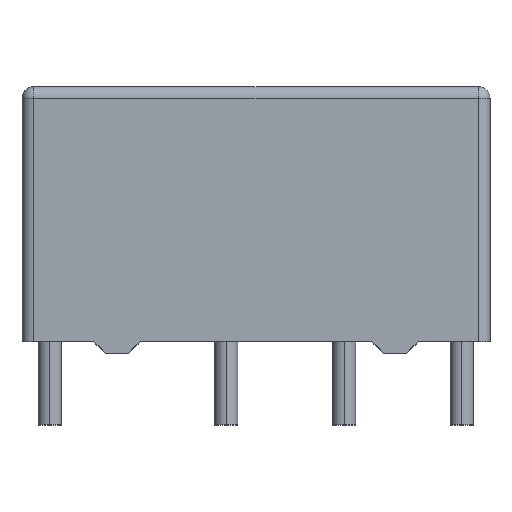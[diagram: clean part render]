
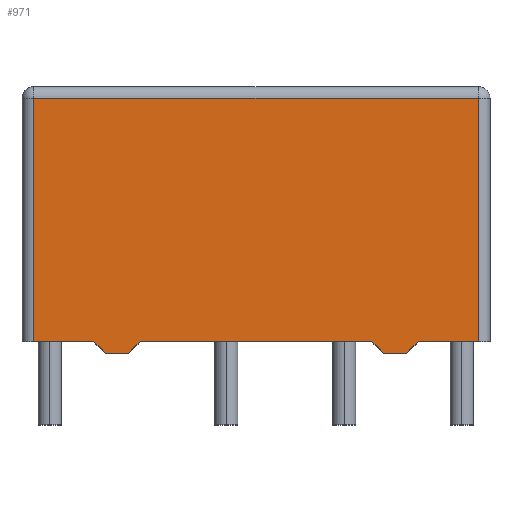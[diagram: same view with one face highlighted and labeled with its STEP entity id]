
A CAD part, top view. The second image highlights one B-rep face of the part: STEP entity #971.
In plain terms, the highlighted planar face has unit normal (0, 0, 1).
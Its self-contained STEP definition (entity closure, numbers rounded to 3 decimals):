
#9 = DIRECTION ( 'NONE',  ( 1., 0., 0. ) ) ;
#23 = CARTESIAN_POINT ( 'NONE',  ( 9.6, 10.5, 5. ) ) ;
#25 = VERTEX_POINT ( 'NONE', #1021 ) ;
#77 = LINE ( 'NONE', #1814, #339 ) ;
#91 = DIRECTION ( 'NONE',  ( 0., 1., 0. ) ) ;
#110 = EDGE_CURVE ( 'NONE', #504, #1661, #605, .T. ) ;
#124 = CARTESIAN_POINT ( 'NONE',  ( 6.5, -0.5, 5. ) ) ;
#140 = EDGE_CURVE ( 'NONE', #25, #1645, #330, .T. ) ;
#193 = VECTOR ( 'NONE', #1492, 1000. ) ;
#209 = VECTOR ( 'NONE', #1684, 1000. ) ;
#216 = VERTEX_POINT ( 'NONE', #1389 ) ;
#229 = VECTOR ( 'NONE', #1204, 1000. ) ;
#242 = CARTESIAN_POINT ( 'NONE',  ( -6.5, -0.5, 5. ) ) ;
#279 = LINE ( 'NONE', #545, #910 ) ;
#287 = AXIS2_PLACEMENT_3D ( 'NONE', #1212, #372, #1660 ) ;
#299 = DIRECTION ( 'NONE',  ( 1., 0., 0. ) ) ;
#301 = ORIENTED_EDGE ( 'NONE', *, *, #110, .T. ) ;
#305 = ORIENTED_EDGE ( 'NONE', *, *, #140, .T. ) ;
#330 = LINE ( 'NONE', #357, #817 ) ;
#339 = VECTOR ( 'NONE', #91, 1000. ) ;
#357 = CARTESIAN_POINT ( 'NONE',  ( -10.1, 0., 5. ) ) ;
#364 = CARTESIAN_POINT ( 'NONE',  ( -10.1, 10.5, 5. ) ) ;
#368 = VERTEX_POINT ( 'NONE', #1653 ) ;
#372 = DIRECTION ( 'NONE',  ( 0., 0., -1. ) ) ;
#417 = VERTEX_POINT ( 'NONE', #1397 ) ;
#446 = ORIENTED_EDGE ( 'NONE', *, *, #1426, .T. ) ;
#488 = EDGE_CURVE ( 'NONE', #1584, #25, #1004, .T. ) ;
#504 = VERTEX_POINT ( 'NONE', #533 ) ;
#526 = CARTESIAN_POINT ( 'NONE',  ( -9.6, 0., 5. ) ) ;
#533 = CARTESIAN_POINT ( 'NONE',  ( -7., 0., 5. ) ) ;
#538 = VECTOR ( 'NONE', #299, 1000. ) ;
#542 = ORIENTED_EDGE ( 'NONE', *, *, #488, .T. ) ;
#545 = CARTESIAN_POINT ( 'NONE',  ( -9.6, 11., 5. ) ) ;
#567 = CARTESIAN_POINT ( 'NONE',  ( -7., -0.5, 5. ) ) ;
#568 = VERTEX_POINT ( 'NONE', #1013 ) ;
#605 = LINE ( 'NONE', #762, #193 ) ;
#618 = LINE ( 'NONE', #364, #1324 ) ;
#629 = DIRECTION ( 'NONE',  ( -1., 0., 0. ) ) ;
#668 = CARTESIAN_POINT ( 'NONE',  ( 9.6, 0., 5. ) ) ;
#737 = CARTESIAN_POINT ( 'NONE',  ( -5., 0., 5. ) ) ;
#750 = ORIENTED_EDGE ( 'NONE', *, *, #1452, .T. ) ;
#762 = CARTESIAN_POINT ( 'NONE',  ( -6.5, -0.5, 5. ) ) ;
#817 = VECTOR ( 'NONE', #1607, 1000. ) ;
#825 = EDGE_CURVE ( 'NONE', #568, #1661, #1489, .T. ) ;
#864 = CARTESIAN_POINT ( 'NONE',  ( -5.5, -0.5, 5. ) ) ;
#876 = EDGE_CURVE ( 'NONE', #1584, #417, #1765, .T. ) ;
#877 = VECTOR ( 'NONE', #9, 1000. ) ;
#905 = CARTESIAN_POINT ( 'NONE',  ( 5., -0.5, 5. ) ) ;
#910 = VECTOR ( 'NONE', #1438, 1000. ) ;
#956 = VERTEX_POINT ( 'NONE', #737 ) ;
#962 = EDGE_CURVE ( 'NONE', #1236, #368, #618, .T. ) ;
#971 = ADVANCED_FACE ( 'NONE', ( #1359 ), #1089, .F. ) ;
#978 = LINE ( 'NONE', #1415, #877 ) ;
#998 = LINE ( 'NONE', #864, #1179 ) ;
#1004 = LINE ( 'NONE', #124, #209 ) ;
#1013 = CARTESIAN_POINT ( 'NONE',  ( -5.5, -0.5, 5. ) ) ;
#1021 = CARTESIAN_POINT ( 'NONE',  ( 7., 0., 5. ) ) ;
#1029 = LINE ( 'NONE', #1587, #538 ) ;
#1050 = DIRECTION ( 'NONE',  ( -1., 0., 0. ) ) ;
#1089 = PLANE ( 'NONE',  #287 ) ;
#1171 = CARTESIAN_POINT ( 'NONE',  ( 5.5, -0.5, 5. ) ) ;
#1179 = VECTOR ( 'NONE', #1449, 1000. ) ;
#1204 = DIRECTION ( 'NONE',  ( -1., 0., 0. ) ) ;
#1209 = EDGE_CURVE ( 'NONE', #216, #417, #1261, .T. ) ;
#1212 = CARTESIAN_POINT ( 'NONE',  ( -10.1, 11., 5. ) ) ;
#1236 = VERTEX_POINT ( 'NONE', #23 ) ;
#1239 = EDGE_CURVE ( 'NONE', #956, #216, #978, .T. ) ;
#1244 = EDGE_CURVE ( 'NONE', #1686, #504, #1029, .T. ) ;
#1261 = LINE ( 'NONE', #1171, #1625 ) ;
#1324 = VECTOR ( 'NONE', #629, 1000. ) ;
#1359 = FACE_OUTER_BOUND ( 'NONE', #1652, .T. ) ;
#1383 = ORIENTED_EDGE ( 'NONE', *, *, #962, .T. ) ;
#1389 = CARTESIAN_POINT ( 'NONE',  ( 5., 0., 5. ) ) ;
#1397 = CARTESIAN_POINT ( 'NONE',  ( 5.5, -0.5, 5. ) ) ;
#1399 = ORIENTED_EDGE ( 'NONE', *, *, #1659, .T. ) ;
#1415 = CARTESIAN_POINT ( 'NONE',  ( -10.1, 0., 5. ) ) ;
#1426 = EDGE_CURVE ( 'NONE', #568, #956, #998, .T. ) ;
#1438 = DIRECTION ( 'NONE',  ( 0., -1., 0. ) ) ;
#1449 = DIRECTION ( 'NONE',  ( 0.707, 0.707, 0. ) ) ;
#1450 = DIRECTION ( 'NONE',  ( 0.707, -0.707, 0. ) ) ;
#1452 = EDGE_CURVE ( 'NONE', #368, #1686, #279, .T. ) ;
#1489 = LINE ( 'NONE', #567, #1579 ) ;
#1492 = DIRECTION ( 'NONE',  ( 0.707, -0.707, 0. ) ) ;
#1558 = ORIENTED_EDGE ( 'NONE', *, *, #876, .F. ) ;
#1579 = VECTOR ( 'NONE', #1050, 1000. ) ;
#1584 = VERTEX_POINT ( 'NONE', #1768 ) ;
#1587 = CARTESIAN_POINT ( 'NONE',  ( -10.1, 0., 5. ) ) ;
#1607 = DIRECTION ( 'NONE',  ( 1., 0., 0. ) ) ;
#1625 = VECTOR ( 'NONE', #1450, 1000. ) ;
#1645 = VERTEX_POINT ( 'NONE', #668 ) ;
#1652 = EDGE_LOOP ( 'NONE', ( #1558, #542, #305, #1399, #1383, #750, #1714, #301, #1831, #446, #1820, #1693 ) ) ;
#1653 = CARTESIAN_POINT ( 'NONE',  ( -9.6, 10.5, 5. ) ) ;
#1659 = EDGE_CURVE ( 'NONE', #1645, #1236, #77, .T. ) ;
#1660 = DIRECTION ( 'NONE',  ( -1., 0., 0. ) ) ;
#1661 = VERTEX_POINT ( 'NONE', #242 ) ;
#1684 = DIRECTION ( 'NONE',  ( 0.707, 0.707, 0. ) ) ;
#1686 = VERTEX_POINT ( 'NONE', #526 ) ;
#1693 = ORIENTED_EDGE ( 'NONE', *, *, #1209, .T. ) ;
#1714 = ORIENTED_EDGE ( 'NONE', *, *, #1244, .T. ) ;
#1765 = LINE ( 'NONE', #905, #229 ) ;
#1768 = CARTESIAN_POINT ( 'NONE',  ( 6.5, -0.5, 5. ) ) ;
#1814 = CARTESIAN_POINT ( 'NONE',  ( 9.6, 11., 5. ) ) ;
#1820 = ORIENTED_EDGE ( 'NONE', *, *, #1239, .T. ) ;
#1831 = ORIENTED_EDGE ( 'NONE', *, *, #825, .F. ) ;
